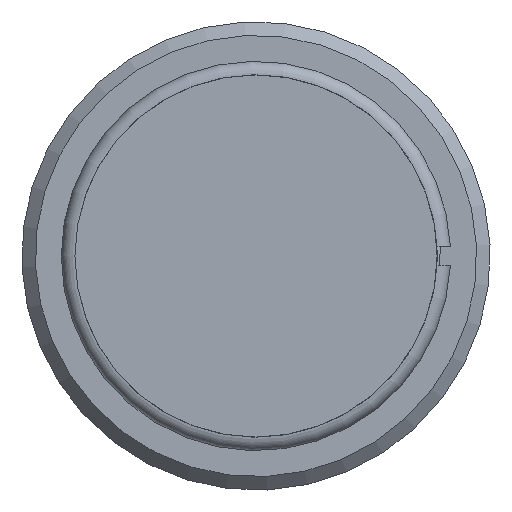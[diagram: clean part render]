
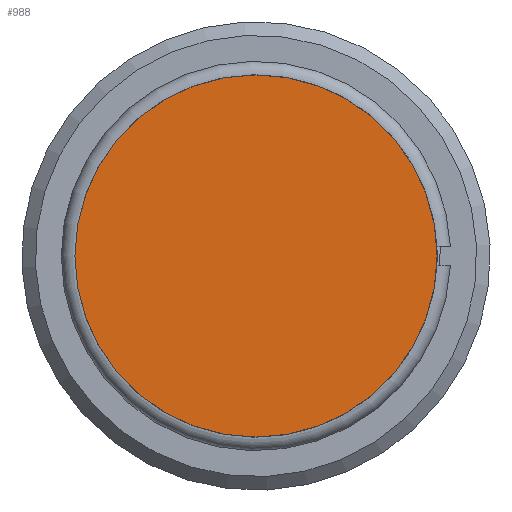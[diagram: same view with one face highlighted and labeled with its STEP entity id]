
A CAD part, left-side view. The second image highlights one B-rep face of the part: STEP entity #988.
In plain terms, the highlighted planar face has unit normal (-1, 0, 0).
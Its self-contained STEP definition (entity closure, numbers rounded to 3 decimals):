
#968=CARTESIAN_POINT('',(0.,4.0,0.0));
#969=VERTEX_POINT('',#968);
#970=CARTESIAN_POINT('',(0.0,0.0,0.0));
#971=DIRECTION('',(1.0,0.0,0.0));
#972=DIRECTION('',(0.0,1.0,0.0));
#973=AXIS2_PLACEMENT_3D('',#970,#971,#972);
#974=CIRCLE('',#973,4.0);
#975=EDGE_CURVE('',#969,#969,#974,.T.);
#980=CARTESIAN_POINT('',(0.,3.525,0.0));
#981=DIRECTION('',(-1.0,0.0,0.0));
#982=DIRECTION('',(0.0,0.0,1.0));
#983=AXIS2_PLACEMENT_3D('',#980,#981,#982);
#984=PLANE('',#983);
#985=ORIENTED_EDGE('',*,*,#975,.F.);
#986=EDGE_LOOP('',(#985));
#987=FACE_OUTER_BOUND('',#986,.T.);
#988=ADVANCED_FACE('',(#987),#984,.T.);
